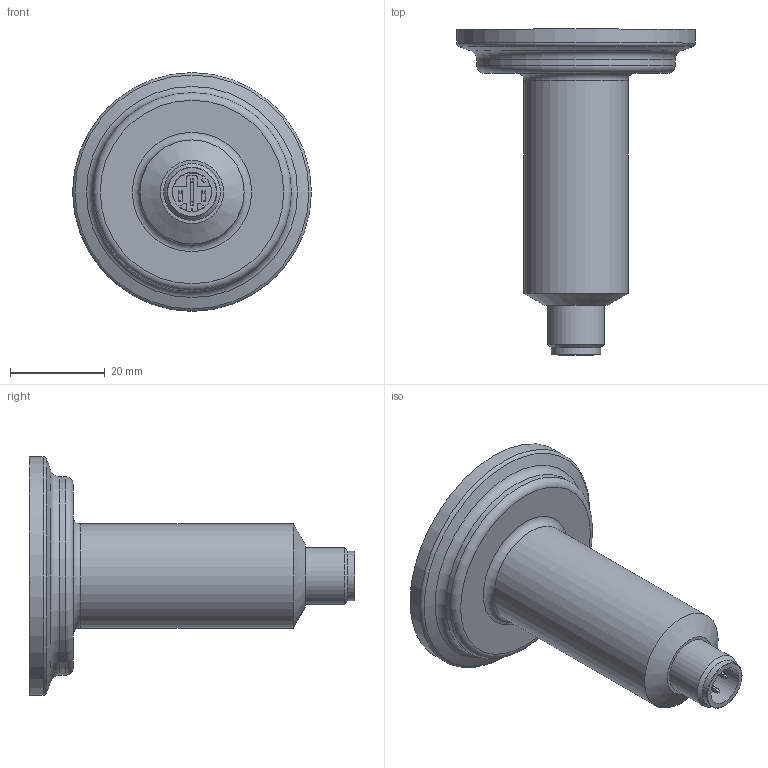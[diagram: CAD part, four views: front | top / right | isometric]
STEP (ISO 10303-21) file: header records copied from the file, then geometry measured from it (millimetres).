
FILE_DESCRIPTION( ( 'Unknown' ), '1' );
FILE_NAME( 'PBMH_xxxxxxxx1458xxx.stp', 'Unknown', ( 'Unknown' ), ( 'Unknown' ), 'PSStep 15.0.49', 'Unknown', ' ' );
FILE_SCHEMA( ( 'AUTOMOTIVE_DESIGN { 1 0 10303 214 1 1 1 1 }' ) );
Length unit declared in the file: millimetre
Products named in the file (1): 142551
Bounding box: 50.5 x 68.9 x 50.5 mm (x, y, z)
Volume: 32988.8 mm3; surface area: 9913.7 mm2
Topology: 1 solids, 4 shells, 151 faces, 384 edges, 250 vertices
Faces by surface type: plane 91, cylinder 40, cone 11, torus 9
Full cylindrical faces by diameter (mm): 0.4 x1, 0.8 x1, 8.3 x1, 9.4 x1, 9.45 x1, 9.55 x1, 9.762 x1, 10.5 x1, 12 x1, 22 x1, 38.4 x1, 42 x1, 50.5 x1
Entity records: 5561 total; most frequent: CARTESIAN_POINT 775, DIRECTION 753, ORIENTED_EDGE 692, EDGE_CURVE 346, AXIS2_PLACEMENT_3D 263, VERTEX_POINT 241, LINE 227, VECTOR 227
